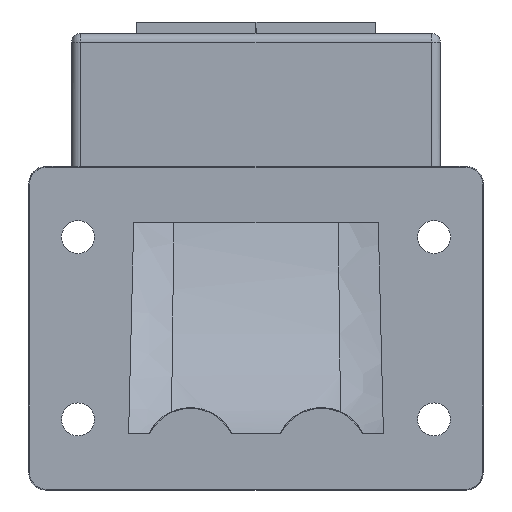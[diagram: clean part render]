
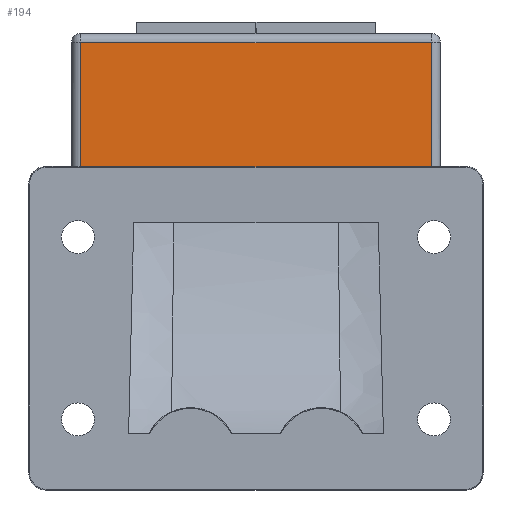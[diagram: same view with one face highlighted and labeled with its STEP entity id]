
A CAD part, front view. The second image highlights one B-rep face of the part: STEP entity #194.
In plain terms, the highlighted planar face has unit normal (0, -1, 0).
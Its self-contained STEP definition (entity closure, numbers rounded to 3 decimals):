
#194=ADVANCED_FACE('NONE',(#892),#893,.F.);
#892=FACE_OUTER_BOUND('',#2241,.T.);
#893=PLANE('',#2242);
#2241=EDGE_LOOP('',(#9226,#9227,#9228,#9229,#9230));
#2242=AXIS2_PLACEMENT_3D('',#9231,#9232,#9233);
#9226=ORIENTED_EDGE('',*,*,#13614,.T.);
#9227=ORIENTED_EDGE('',*,*,#13425,.T.);
#9228=ORIENTED_EDGE('',*,*,#13615,.F.);
#9229=ORIENTED_EDGE('',*,*,#13616,.F.);
#9230=ORIENTED_EDGE('',*,*,#13428,.T.);
#9231=CARTESIAN_POINT('',(0.0,3.0,0.0));
#9232=DIRECTION('',(0.0,1.0,0.0));
#9233=DIRECTION('',(1.0,0.0,-0.0));
#13425=EDGE_CURVE('NONE',#14876,#15002,#15004,.T.);
#13428=EDGE_CURVE('NONE',#15006,#14882,#15009,.T.);
#13614=EDGE_CURVE('NONE',#14882,#14876,#15333,.T.);
#13615=EDGE_CURVE('NONE',#15334,#15002,#15335,.T.);
#13616=EDGE_CURVE('NONE',#15006,#15334,#15336,.T.);
#14876=VERTEX_POINT('NONE',#17346);
#14882=VERTEX_POINT('NONE',#17352);
#15002=VERTEX_POINT('NONE',#17537);
#15004=LINE('',#17549,#17550);
#15006=VERTEX_POINT('NONE',#17552);
#15009=LINE('',#17566,#17567);
#15333=LINE('',#18209,#18210);
#15334=VERTEX_POINT('NONE',#18211);
#15335=LINE('',#18212,#18213);
#15336=LINE('',#18214,#18215);
#17346=CARTESIAN_POINT('',(-30.779,3.0,-1.6));
#17352=CARTESIAN_POINT('',(30.779,3.0,-1.6));
#17537=CARTESIAN_POINT('',(-30.779,3.0,-23.4));
#17549=CARTESIAN_POINT('',(-30.779,3.0,0.0));
#17550=VECTOR('',#24544,1000.0);
#17552=CARTESIAN_POINT('',(30.779,3.0,-23.4));
#17566=CARTESIAN_POINT('',(30.779,3.0,0.0));
#17567=VECTOR('',#24546,1000.0);
#18209=CARTESIAN_POINT('',(0.,3.0,-1.6));
#18210=VECTOR('',#24874,1000.0);
#18211=CARTESIAN_POINT('',(0.,3.0,-23.4));
#18212=CARTESIAN_POINT('',(0.0,3.0,-23.4));
#18213=VECTOR('',#24875,1000.0);
#18214=CARTESIAN_POINT('',(0.0,3.0,-23.4));
#18215=VECTOR('',#24876,1000.0);
#24544=DIRECTION('',(0.0,0.0,-1.0));
#24546=DIRECTION('',(0.0,-0.0,1.0));
#24874=DIRECTION('',(-1.0,0.0,0.));
#24875=DIRECTION('',(-1.0,0.0,0.0));
#24876=DIRECTION('',(-1.0,0.0,0.0));
